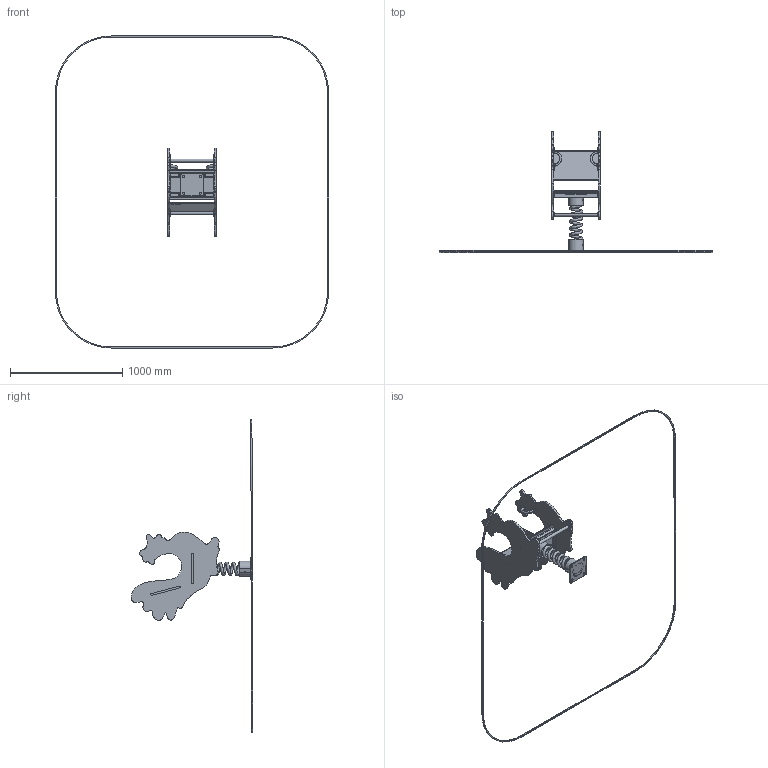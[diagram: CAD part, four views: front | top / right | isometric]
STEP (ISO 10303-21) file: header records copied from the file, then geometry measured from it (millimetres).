
FILE_DESCRIPTION(('STEP AP214'), '1');
FILE_NAME('Êà÷àëêà íà ïðóæèíå ÊÁ-08.1', '2025-11-21T07:08:56', ('Ìàëüöåâ Àëåêñåé'), ('ÒÄ "ÐÅËÜÅÔ"'), 'C3D Converter', 'C3D Toolkit', '');
FILE_SCHEMA(('AUTOMOTIVE_DESIGN { 1 0 10303 214 3 1 1}'));
Length unit declared in the file: millimetre
Products named in the file (22): КБ-08.1-00.00.00; КБ-02.1-00.00.01; КБ-02.1-00.00.02; КБ-02.1-01.00.00; СИС-11.01; КБ-02.1-01.00.01; СИС-65.00.00.3020; СИС-65.01; ПС-01К.01.01; КБ-08.1-01.00.00; КБ-02-01.02; КБ-02-01.01; КБ-02-01.04; КБ-02-01.03; П500-00.00; НФ-00002668; П500-00.03; П500-00.02; П500-00.01; КБ-08.1-00.00.01; КБ-08.1-00.00.01-01
Assembly tree (32 placements, depth 4):
  КБ-08.1-00.00.00
    КБ-02.1-00.00.01
    КБ-02.1-00.00.02
    КБ-02.1-01.00.00  x2
      СИС-11.01
      КБ-02.1-01.00.01
    СИС-65.00.00.3020  x2
      СИС-65.01
      ПС-01К.01.01
    КБ-08.1-01.00.00
      КБ-02-01.02
      КБ-02-01.01
      КБ-02-01.04  x2
      КБ-02-01.03  x2
      П500-00.00
        НФ-00002668
        П500-00.03  x4
        П500-00.02  x2
        П500-00.01  x2
    КБ-08.1-00.00.01
    КБ-08.1-00.00.01-01
    (unnamed)
Bounding box: 2436 x 1082.1 x 2783.87 mm (x, y, z)
Volume: 19591255.6 mm3; surface area: 3291298 mm2
Topology: 33 solids, 33 shells, 416 faces, 1016 edges, 668 vertices
Faces by surface type: plane 185, extrusion 118, cylinder 92, cone 16, torus 4, bspline 1
Full cylindrical faces by diameter (mm): 6.5 x4, 8.5 x10, 12 x4, 18 x4, 21.2 x2, 26.8 x2
Entity records: 19433 total; most frequent: CARTESIAN_POINT 8016, ORIENTED_EDGE 1558, DIRECTION 1286, EDGE_CURVE 779, VERTEX_POINT 522, VECTOR 518, LINE 400, AXIS2_PLACEMENT_3D 384
